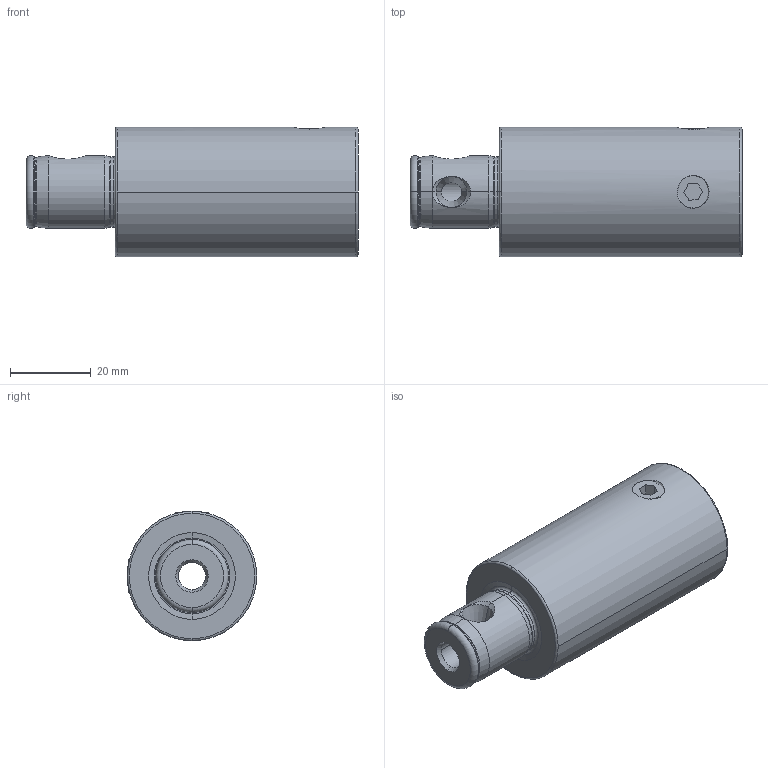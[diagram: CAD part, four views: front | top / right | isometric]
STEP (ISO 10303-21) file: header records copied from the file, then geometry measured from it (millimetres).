
FILE_DESCRIPTION (( 'STEP AP214' ), '1' );
FILE_NAME ('WH3-WH3.001.060.STEP', '2015-09-25T12:13:58', ( 'SWIAdmin' ), ( 'Hewlett-Packard Company' ), 'SwSTEP 2.0', 'SolidWorks 2015', '' );
FILE_SCHEMA (( 'AUTOMOTIVE_DESIGN' ));
Length unit declared in the file: millimetre
Products named in the file (3): WH3-ER1.001.010; WH3-WH3.001.060_A; WH3-WH3.001.060
Assembly tree (3 placements, depth 2):
  WH3-WH3.001.060
    WH3-WH3.001.060_A
    WH3-ER1.001.010  x2
Bounding box: 82 x 32 x 32 mm (x, y, z)
Volume: 45582.3 mm3; surface area: 12278.8 mm2
Topology: 3 solids, 3 shells, 94 faces, 213 edges, 124 vertices
Faces by surface type: torus 24, cone 24, plane 22, cylinder 20, bspline 4
Entity records: 3103 total; most frequent: CARTESIAN_POINT 1160, DIRECTION 405, ORIENTED_EDGE 360, EDGE_CURVE 180, AXIS2_PLACEMENT_3D 172, VERTEX_POINT 103, CIRCLE 91, EDGE_LOOP 87
